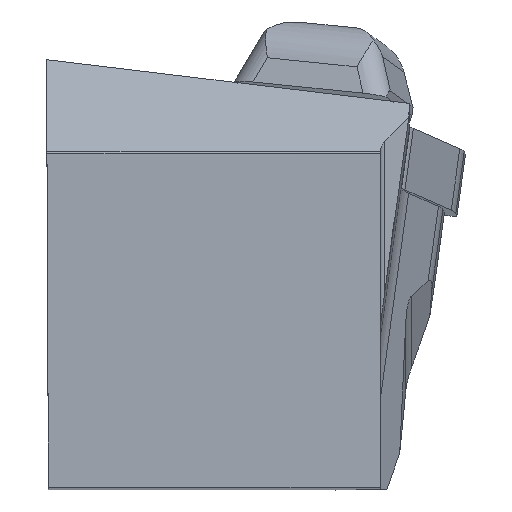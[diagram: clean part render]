
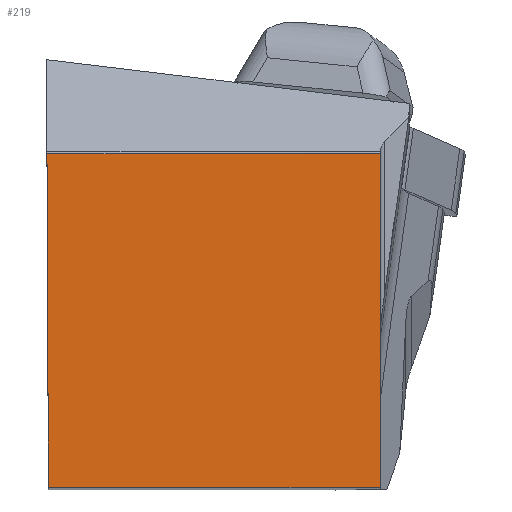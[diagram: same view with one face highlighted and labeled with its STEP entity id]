
A CAD part, top view. The second image highlights one B-rep face of the part: STEP entity #219.
In plain terms, the highlighted planar face has unit normal (0, 0, 1).
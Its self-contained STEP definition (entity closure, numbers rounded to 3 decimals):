
#219=ADVANCED_FACE('CU_BACK_SU1',(#364),#294,.F.);
#294=PLANE('',#1914);
#364=FACE_OUTER_BOUND('',#454,.T.);
#454=EDGE_LOOP('',(#763,#764,#765,#766));
#763=ORIENTED_EDGE('',*,*,#1294,.T.);
#764=ORIENTED_EDGE('',*,*,#1329,.F.);
#765=ORIENTED_EDGE('',*,*,#1330,.T.);
#766=ORIENTED_EDGE('',*,*,#1297,.T.);
#1107=VERTEX_POINT('',#2800);
#1108=VERTEX_POINT('',#2802);
#1110=VERTEX_POINT('',#2808);
#1129=VERTEX_POINT('',#2876);
#1294=EDGE_CURVE('',#1108,#1107,#1503,.T.);
#1297=EDGE_CURVE('',#1110,#1108,#1505,.T.);
#1329=EDGE_CURVE('',#1129,#1107,#1524,.T.);
#1330=EDGE_CURVE('',#1129,#1110,#1525,.T.);
#1503=LINE('',#2801,#1664);
#1505=LINE('',#2807,#1666);
#1524=LINE('',#2875,#1685);
#1525=LINE('',#2877,#1686);
#1664=VECTOR('',#2196,1.);
#1666=VECTOR('',#2202,1.);
#1685=VECTOR('',#2265,1.);
#1686=VECTOR('',#2266,1.);
#1914=AXIS2_PLACEMENT_3D('',#2878,#2267,#2268);
#2196=DIRECTION('',(1.,0.,0.));
#2202=DIRECTION('',(0.004,-1.,0.));
#2265=DIRECTION('',(0.,-1.,0.));
#2266=DIRECTION('',(-1.,0.,0.));
#2267=DIRECTION('',(0.,0.,-1.));
#2268=DIRECTION('',(0.,-1.,0.));
#2800=CARTESIAN_POINT('',(31.85,0.,0.));
#2801=CARTESIAN_POINT('',(-18.093,0.,0.));
#2802=CARTESIAN_POINT('',(0.139,0.,0.));
#2807=CARTESIAN_POINT('',(-0.066,46.929,0.));
#2808=CARTESIAN_POINT('',(0.,31.85,0.));
#2875=CARTESIAN_POINT('',(31.85,46.85,0.));
#2876=CARTESIAN_POINT('',(31.85,31.85,0.));
#2877=CARTESIAN_POINT('',(-18.093,31.85,0.));
#2878=CARTESIAN_POINT('',(-18.093,46.85,0.));
